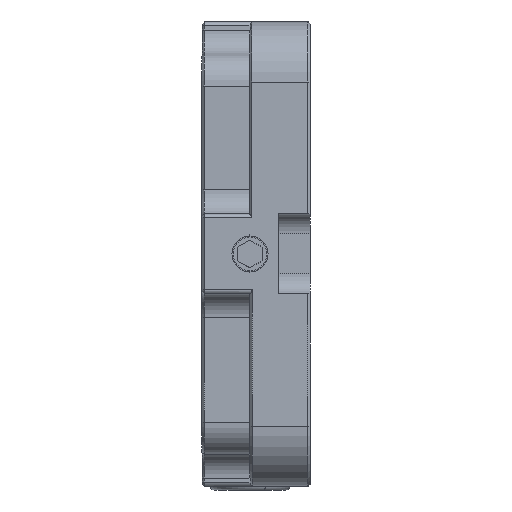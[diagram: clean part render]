
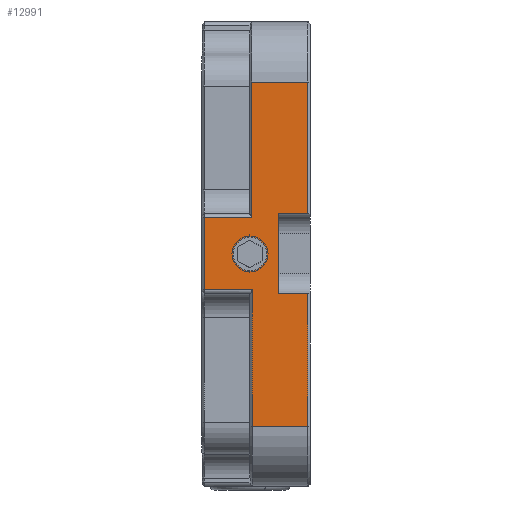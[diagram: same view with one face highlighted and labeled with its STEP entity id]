
A CAD part, left-side view. The second image highlights one B-rep face of the part: STEP entity #12991.
In plain terms, the highlighted planar face has unit normal (-1, 0, 0).
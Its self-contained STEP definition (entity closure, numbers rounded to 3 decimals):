
#116 = VECTOR ( 'NONE', #18316, 1000. ) ;
#119 = VERTEX_POINT ( 'NONE', #17773 ) ;
#615 = VECTOR ( 'NONE', #15897, 1000. ) ;
#1136 = CARTESIAN_POINT ( 'NONE',  ( -75., 15., 4.25 ) ) ;
#1273 = CARTESIAN_POINT ( 'NONE',  ( -75., 26.5, -9. ) ) ;
#1285 = CARTESIAN_POINT ( 'NONE',  ( -75., 0.5, -10. ) ) ;
#1385 = VECTOR ( 'NONE', #2393, 1000. ) ;
#1521 = CARTESIAN_POINT ( 'NONE',  ( -75., 15., 0. ) ) ;
#1600 = VECTOR ( 'NONE', #8120, 1000. ) ;
#1738 = CARTESIAN_POINT ( 'NONE',  ( -75., 8., -10. ) ) ;
#2031 = VERTEX_POINT ( 'NONE', #16865 ) ;
#2097 = VERTEX_POINT ( 'NONE', #4046 ) ;
#2173 = VERTEX_POINT ( 'NONE', #1285 ) ;
#2302 = CARTESIAN_POINT ( 'NONE',  ( -75., 27., -9. ) ) ;
#2393 = DIRECTION ( 'NONE',  ( 0., 0., -1. ) ) ;
#2718 = EDGE_CURVE ( 'NONE', #15389, #15703, #2909, .T. ) ;
#2909 = LINE ( 'NONE', #8686, #14715 ) ;
#2914 = DIRECTION ( 'NONE',  ( 0., 0., -1. ) ) ;
#2920 = CIRCLE ( 'NONE', #13447, 4.25 ) ;
#2990 = VERTEX_POINT ( 'NONE', #12609 ) ;
#3033 = ORIENTED_EDGE ( 'NONE', *, *, #13663, .T. ) ;
#3303 = CARTESIAN_POINT ( 'NONE',  ( -75., 14.5, -43. ) ) ;
#3494 = CARTESIAN_POINT ( 'NONE',  ( -75., 8., -10. ) ) ;
#3589 = CARTESIAN_POINT ( 'NONE',  ( -75., 27., 9. ) ) ;
#3631 = VERTEX_POINT ( 'NONE', #5701 ) ;
#3843 = EDGE_CURVE ( 'NONE', #2031, #14565, #15251, .T. ) ;
#3959 = DIRECTION ( 'NONE',  ( 0., 0., -1. ) ) ;
#4046 = CARTESIAN_POINT ( 'NONE',  ( -75., 26.5, 9. ) ) ;
#4077 = VECTOR ( 'NONE', #7147, 1000. ) ;
#4148 = VECTOR ( 'NONE', #10594, 1000. ) ;
#4174 = DIRECTION ( 'NONE',  ( 0., 0., 1. ) ) ;
#4292 = ORIENTED_EDGE ( 'NONE', *, *, #13623, .T. ) ;
#4353 = PLANE ( 'NONE',  #14266 ) ;
#4381 = CARTESIAN_POINT ( 'NONE',  ( -75., 15., -4.25 ) ) ;
#4410 = LINE ( 'NONE', #10149, #615 ) ;
#4602 = CARTESIAN_POINT ( 'NONE',  ( -75., 14.5, -9. ) ) ;
#4681 = VERTEX_POINT ( 'NONE', #1136 ) ;
#4692 = DIRECTION ( 'NONE',  ( 0., 0., 1. ) ) ;
#4859 = CARTESIAN_POINT ( 'NONE',  ( -75., 0.5, -58. ) ) ;
#5409 = EDGE_CURVE ( 'NONE', #15703, #3631, #9614, .T. ) ;
#5636 = EDGE_CURVE ( 'NONE', #4681, #10047, #14385, .T. ) ;
#5701 = CARTESIAN_POINT ( 'NONE',  ( -75., 14.5, 9. ) ) ;
#5702 = ORIENTED_EDGE ( 'NONE', *, *, #3843, .T. ) ;
#5749 = CARTESIAN_POINT ( 'NONE',  ( -75., 0.5, 43. ) ) ;
#6066 = ORIENTED_EDGE ( 'NONE', *, *, #5636, .F. ) ;
#6261 = AXIS2_PLACEMENT_3D ( 'NONE', #11839, #17617, #4692 ) ;
#6727 = LINE ( 'NONE', #12470, #116 ) ;
#7147 = DIRECTION ( 'NONE',  ( 0., 0., -1. ) ) ;
#7219 = ORIENTED_EDGE ( 'NONE', *, *, #16656, .T. ) ;
#7314 = ORIENTED_EDGE ( 'NONE', *, *, #2718, .T. ) ;
#7392 = DIRECTION ( 'NONE',  ( -1., 0., 0. ) ) ;
#8120 = DIRECTION ( 'NONE',  ( 0., -1., 0. ) ) ;
#8686 = CARTESIAN_POINT ( 'NONE',  ( -75., 27., 43. ) ) ;
#8892 = VECTOR ( 'NONE', #3959, 1000. ) ;
#9061 = DIRECTION ( 'NONE',  ( 0., 0., -1. ) ) ;
#9252 = DIRECTION ( 'NONE',  ( 0., -1., 0. ) ) ;
#9344 = DIRECTION ( 'NONE',  ( 0., 1., 0. ) ) ;
#9604 = VECTOR ( 'NONE', #9061, 1000. ) ;
#9614 = LINE ( 'NONE', #15346, #1385 ) ;
#9858 = EDGE_LOOP ( 'NONE', ( #6066, #14638 ) ) ;
#9944 = ORIENTED_EDGE ( 'NONE', *, *, #18880, .T. ) ;
#10047 = VERTEX_POINT ( 'NONE', #4381 ) ;
#10091 = CARTESIAN_POINT ( 'NONE',  ( -75., 27., -58. ) ) ;
#10118 = ORIENTED_EDGE ( 'NONE', *, *, #5409, .T. ) ;
#10149 = CARTESIAN_POINT ( 'NONE',  ( -75., 8., 10. ) ) ;
#10594 = DIRECTION ( 'NONE',  ( 0., 0., 1. ) ) ;
#10852 = EDGE_CURVE ( 'NONE', #12678, #2173, #16401, .T. ) ;
#11121 = LINE ( 'NONE', #16871, #8892 ) ;
#11328 = LINE ( 'NONE', #17080, #16701 ) ;
#11509 = FACE_BOUND ( 'NONE', #9858, .T. ) ;
#11550 = VERTEX_POINT ( 'NONE', #18212 ) ;
#11563 = VECTOR ( 'NONE', #9252, 1000. ) ;
#11671 = VECTOR ( 'NONE', #9344, 1000. ) ;
#11839 = CARTESIAN_POINT ( 'NONE',  ( -75., 15., 0. ) ) ;
#11860 = EDGE_CURVE ( 'NONE', #17275, #15389, #11328, .T. ) ;
#12163 = EDGE_CURVE ( 'NONE', #11550, #12678, #11121, .T. ) ;
#12470 = CARTESIAN_POINT ( 'NONE',  ( -75., 27., -43. ) ) ;
#12609 = CARTESIAN_POINT ( 'NONE',  ( -75., 0.5, -43. ) ) ;
#12678 = VERTEX_POINT ( 'NONE', #1738 ) ;
#12745 = ORIENTED_EDGE ( 'NONE', *, *, #16273, .T. ) ;
#12991 = ADVANCED_FACE ( 'NONE', ( #11509, #17269 ), #4353, .F. ) ;
#13096 = DIRECTION ( 'NONE',  ( 0., 0., 1. ) ) ;
#13447 = AXIS2_PLACEMENT_3D ( 'NONE', #1521, #7392, #13096 ) ;
#13623 = EDGE_CURVE ( 'NONE', #2097, #2031, #14289, .T. ) ;
#13663 = EDGE_CURVE ( 'NONE', #11550, #17275, #4410, .T. ) ;
#14021 = EDGE_LOOP ( 'NONE', ( #17496, #3033, #17393, #7314, #10118, #7219, #4292, #5702, #14260, #9944, #12745, #15592 ) ) ;
#14260 = ORIENTED_EDGE ( 'NONE', *, *, #18021, .T. ) ;
#14266 = AXIS2_PLACEMENT_3D ( 'NONE', #10091, #15842, #2914 ) ;
#14289 = LINE ( 'NONE', #1273, #4077 ) ;
#14385 = CIRCLE ( 'NONE', #6261, 4.25 ) ;
#14393 = CARTESIAN_POINT ( 'NONE',  ( -75., 0.5, 10. ) ) ;
#14422 = DIRECTION ( 'NONE',  ( 0., 1., 0. ) ) ;
#14565 = VERTEX_POINT ( 'NONE', #4602 ) ;
#14638 = ORIENTED_EDGE ( 'NONE', *, *, #16557, .F. ) ;
#14715 = VECTOR ( 'NONE', #14422, 1000. ) ;
#15251 = LINE ( 'NONE', #2302, #1600 ) ;
#15346 = CARTESIAN_POINT ( 'NONE',  ( -75., 14.5, 9. ) ) ;
#15389 = VERTEX_POINT ( 'NONE', #5749 ) ;
#15592 = ORIENTED_EDGE ( 'NONE', *, *, #10852, .F. ) ;
#15703 = VERTEX_POINT ( 'NONE', #16256 ) ;
#15842 = DIRECTION ( 'NONE',  ( 1., 0., 0. ) ) ;
#15897 = DIRECTION ( 'NONE',  ( 0., -1., 0. ) ) ;
#16211 = LINE ( 'NONE', #3303, #9604 ) ;
#16256 = CARTESIAN_POINT ( 'NONE',  ( -75., 14.5, 43. ) ) ;
#16273 = EDGE_CURVE ( 'NONE', #2990, #2173, #17807, .T. ) ;
#16401 = LINE ( 'NONE', #3494, #11563 ) ;
#16505 = LINE ( 'NONE', #3589, #11671 ) ;
#16557 = EDGE_CURVE ( 'NONE', #10047, #4681, #2920, .T. ) ;
#16656 = EDGE_CURVE ( 'NONE', #3631, #2097, #16505, .T. ) ;
#16701 = VECTOR ( 'NONE', #4174, 1000. ) ;
#16865 = CARTESIAN_POINT ( 'NONE',  ( -75., 26.5, -9. ) ) ;
#16871 = CARTESIAN_POINT ( 'NONE',  ( -75., 8., 10. ) ) ;
#17080 = CARTESIAN_POINT ( 'NONE',  ( -75., 0.5, -58. ) ) ;
#17269 = FACE_OUTER_BOUND ( 'NONE', #14021, .T. ) ;
#17275 = VERTEX_POINT ( 'NONE', #14393 ) ;
#17393 = ORIENTED_EDGE ( 'NONE', *, *, #11860, .T. ) ;
#17496 = ORIENTED_EDGE ( 'NONE', *, *, #12163, .F. ) ;
#17617 = DIRECTION ( 'NONE',  ( -1., 0., 0. ) ) ;
#17773 = CARTESIAN_POINT ( 'NONE',  ( -75., 14.5, -43. ) ) ;
#17807 = LINE ( 'NONE', #4859, #4148 ) ;
#18021 = EDGE_CURVE ( 'NONE', #14565, #119, #16211, .T. ) ;
#18212 = CARTESIAN_POINT ( 'NONE',  ( -75., 8., 10. ) ) ;
#18316 = DIRECTION ( 'NONE',  ( 0., -1., 0. ) ) ;
#18880 = EDGE_CURVE ( 'NONE', #119, #2990, #6727, .T. ) ;
